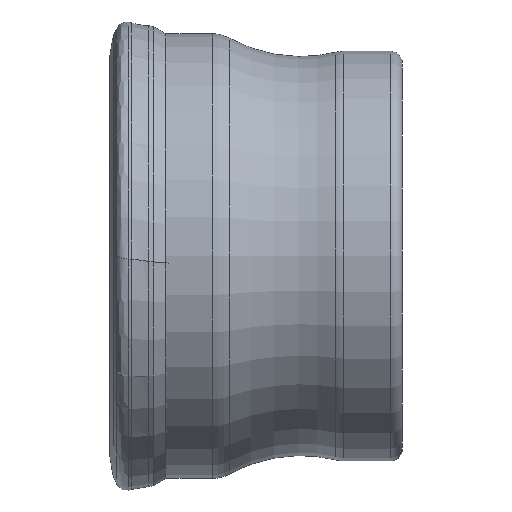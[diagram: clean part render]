
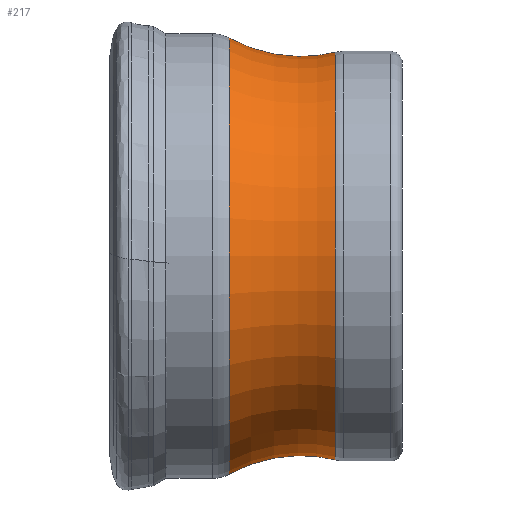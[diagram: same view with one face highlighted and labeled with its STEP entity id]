
A CAD part, front view. The second image highlights one B-rep face of the part: STEP entity #217.
In plain terms, the highlighted toroidal (fillet/blend) face has major radius 59.1 mm and minor radius 25 mm.
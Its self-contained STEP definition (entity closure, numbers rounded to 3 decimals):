
#217=ADVANCED_FACE('',(#290,#291),#278,.F.);
#278=TOROIDAL_SURFACE('',#852,59.1,25.);
#290=FACE_BOUND('',#326,.T.);
#291=FACE_BOUND('',#327,.T.);
#326=EDGE_LOOP('',(#406));
#327=EDGE_LOOP('',(#407));
#406=ORIENTED_EDGE('',*,*,#670,.F.);
#407=ORIENTED_EDGE('',*,*,#671,.T.);
#609=VERTEX_POINT('',#1161);
#610=VERTEX_POINT('',#1164);
#670=EDGE_CURVE('',#609,#609,#773,.T.);
#671=EDGE_CURVE('',#610,#610,#774,.T.);
#773=CIRCLE('',#849,37.245);
#774=CIRCLE('',#851,34.826);
#849=AXIS2_PLACEMENT_3D('',#1160,#947,#948);
#851=AXIS2_PLACEMENT_3D('',#1163,#951,#952);
#852=AXIS2_PLACEMENT_3D('',#1165,#953,#954);
#947=DIRECTION('',(-1.,0.,0.));
#948=DIRECTION('',(0.,0.,1.));
#951=DIRECTION('',(-1.,0.,0.));
#952=DIRECTION('',(0.,0.,1.));
#953=DIRECTION('',(-1.,0.,0.));
#954=DIRECTION('',(0.,0.,1.));
#1160=CARTESIAN_POINT('',(20.445,0.,0.));
#1161=CARTESIAN_POINT('',(20.445,0.,37.245));
#1163=CARTESIAN_POINT('',(38.565,0.,0.));
#1164=CARTESIAN_POINT('',(38.565,0.,34.826));
#1165=CARTESIAN_POINT('',(32.584,0.,0.));
